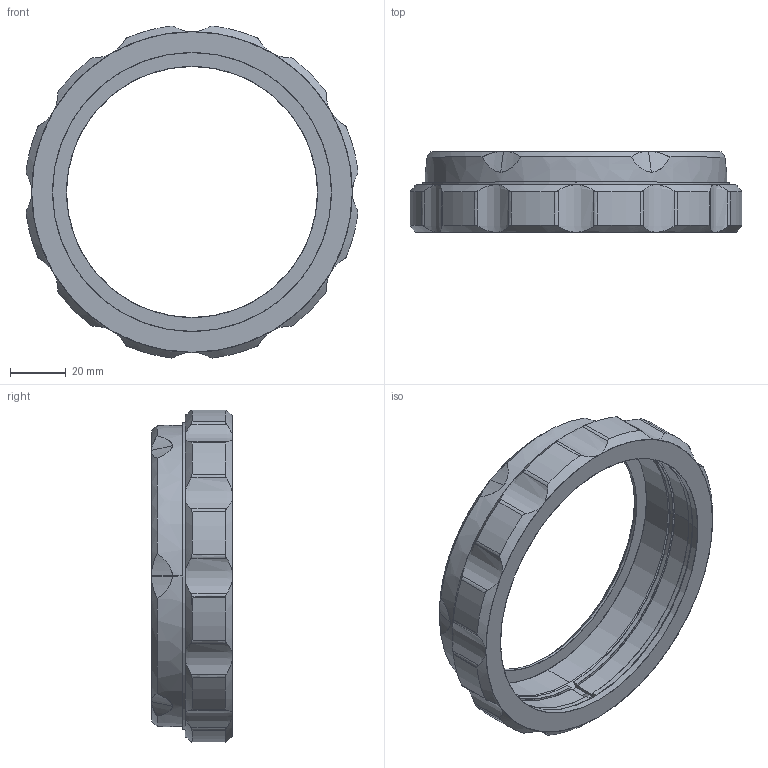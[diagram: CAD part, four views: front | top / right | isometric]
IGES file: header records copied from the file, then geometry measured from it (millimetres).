
Start section: SolidWorks IGES file using analytic representation for surfaces
Global section: file name: DP22423 -A_CMWF064.igs; native system: SolidWorks 2021; preprocessor: SolidWorks 2021; author: piermario; date: 211130.102145; units: millimetre
Bounding box: 119.05 x 29 x 119.05 mm (x, y, z)
Surface area: 40482.3 mm2 (no closed solid volume)
Topology: 0 solids, 0 shells, 140 faces, 2678 edges, 2678 vertices
Faces by surface type: revolution 126, bspline 14
